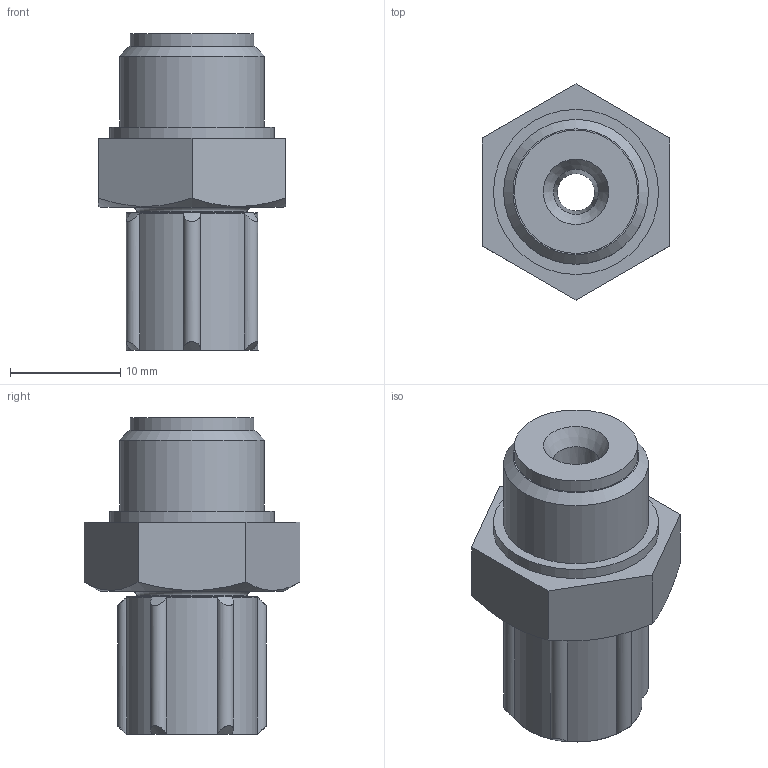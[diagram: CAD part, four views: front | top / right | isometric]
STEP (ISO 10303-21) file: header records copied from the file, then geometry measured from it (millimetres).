
FILE_DESCRIPTION(/* description */ ('STEP AP214'),/* implementation_level */ '2;1');
FILE_NAME(/* name */ '6256_CK-1_4-PK-4-KU',/* time_stamp */ '2024-08-05T17:29:34+02:00',/* author */ ('License CC BY-ND 4.0'),/* organization */ ('CADENAS'),/* preprocessor_version */ 'ST-DEVELOPER v19.3',/* originating_system */ 'PARTsolutions',/* authorisation */ ' ');
FILE_SCHEMA (('AUTOMOTIVE_DESIGN {1 0 10303 214 3 1 1}'));
Length unit declared in the file: millimetre
Products named in the file (1): 6256 CK-1/4-PK-4-KU
Bounding box: 17 x 19.63 x 28.8 mm (x, y, z)
Volume: 3922.8 mm3; surface area: 2472.7 mm2
Topology: 1 solids, 1 shells, 49 faces, 108 edges, 69 vertices
Faces by surface type: cylinder 21, plane 16, cone 9, torus 3
Full cylindrical faces by diameter (mm): 3.4 x1, 4.8 x1, 6.2 x1, 8.6 x1, 8.917 x1, 10 x1, 11.2 x1, 13.157 x1, 15 x1
Entity records: 1336 total; most frequent: CARTESIAN_POINT 326, DIRECTION 206, ORIENTED_EDGE 166, AXIS2_PLACEMENT_3D 91, EDGE_CURVE 83, EDGE_LOOP 80, FACE_BOUND 80, VERTEX_POINT 65
